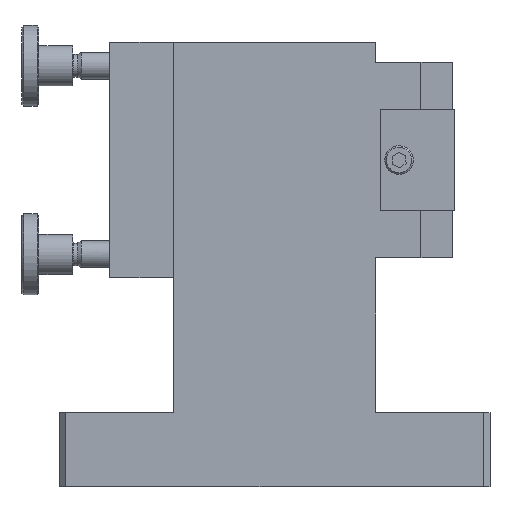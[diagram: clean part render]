
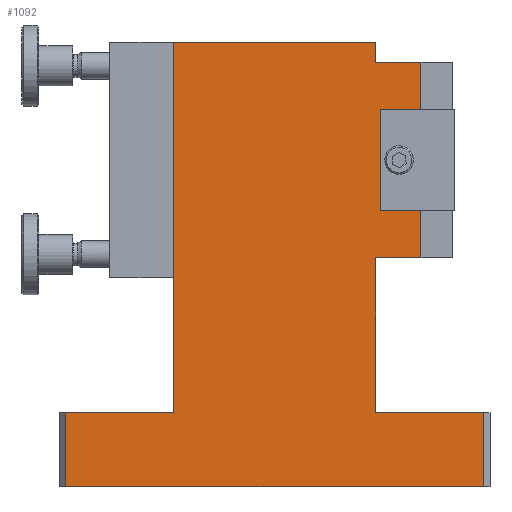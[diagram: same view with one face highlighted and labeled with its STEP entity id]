
A CAD part, left-side view. The second image highlights one B-rep face of the part: STEP entity #1092.
In plain terms, the highlighted planar face has unit normal (-1, 0, 0).
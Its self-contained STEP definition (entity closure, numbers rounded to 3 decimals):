
#61=LINE('',#4904,#440);
#71=LINE('',#4925,#450);
#72=LINE('',#4928,#451);
#73=LINE('',#4930,#452);
#74=LINE('',#4932,#453);
#75=LINE('',#4934,#454);
#76=LINE('',#4936,#455);
#77=LINE('',#4938,#456);
#78=LINE('',#4940,#457);
#79=LINE('',#4942,#458);
#80=LINE('',#4943,#459);
#81=LINE('',#4945,#460);
#82=LINE('',#4947,#461);
#83=LINE('',#4949,#462);
#84=LINE('',#4951,#463);
#85=LINE('',#4953,#464);
#440=VECTOR('',#3917,1.);
#450=VECTOR('',#3929,1.);
#451=VECTOR('',#3930,1.);
#452=VECTOR('',#3931,1.);
#453=VECTOR('',#3932,1.);
#454=VECTOR('',#3933,1.);
#455=VECTOR('',#3934,1.);
#456=VECTOR('',#3935,1.);
#457=VECTOR('',#3936,1.);
#458=VECTOR('',#3937,1.);
#459=VECTOR('',#3938,1.);
#460=VECTOR('',#3939,1.);
#461=VECTOR('',#3940,1.);
#462=VECTOR('',#3941,1.);
#463=VECTOR('',#3942,1.);
#464=VECTOR('',#3943,1.);
#835=FACE_BOUND('',#1479,.T.);
#836=FACE_BOUND('',#1480,.T.);
#943=PLANE('',#3612);
#1092=ADVANCED_FACE('',(#835,#836),#943,.T.);
#1479=EDGE_LOOP('',(#1839,#1840,#1841,#1842,#1843,#1844,#1845,#1846,#1847,
#1848,#1849,#1850,#1851,#1852,#1853,#1854));
#1480=EDGE_LOOP('',(#1855));
#1744=CIRCLE('',#3611,2.5);
#1839=ORIENTED_EDGE('',*,*,#3125,.T.);
#1840=ORIENTED_EDGE('',*,*,#3126,.T.);
#1841=ORIENTED_EDGE('',*,*,#3127,.F.);
#1842=ORIENTED_EDGE('',*,*,#3128,.F.);
#1843=ORIENTED_EDGE('',*,*,#3129,.F.);
#1844=ORIENTED_EDGE('',*,*,#3130,.F.);
#1845=ORIENTED_EDGE('',*,*,#3131,.F.);
#1846=ORIENTED_EDGE('',*,*,#3132,.F.);
#1847=ORIENTED_EDGE('',*,*,#3133,.T.);
#1848=ORIENTED_EDGE('',*,*,#3115,.T.);
#1849=ORIENTED_EDGE('',*,*,#3134,.F.);
#1850=ORIENTED_EDGE('',*,*,#3135,.T.);
#1851=ORIENTED_EDGE('',*,*,#3136,.T.);
#1852=ORIENTED_EDGE('',*,*,#3137,.T.);
#1853=ORIENTED_EDGE('',*,*,#3138,.T.);
#1854=ORIENTED_EDGE('',*,*,#3139,.T.);
#1855=ORIENTED_EDGE('',*,*,#3140,.T.);
#2787=VERTEX_POINT('',#4905);
#2788=VERTEX_POINT('',#4906);
#2797=VERTEX_POINT('',#4926);
#2798=VERTEX_POINT('',#4927);
#2799=VERTEX_POINT('',#4929);
#2800=VERTEX_POINT('',#4931);
#2801=VERTEX_POINT('',#4933);
#2802=VERTEX_POINT('',#4935);
#2803=VERTEX_POINT('',#4937);
#2804=VERTEX_POINT('',#4939);
#2805=VERTEX_POINT('',#4941);
#2806=VERTEX_POINT('',#4944);
#2807=VERTEX_POINT('',#4946);
#2808=VERTEX_POINT('',#4948);
#2809=VERTEX_POINT('',#4950);
#2810=VERTEX_POINT('',#4952);
#2811=VERTEX_POINT('',#4955);
#3115=EDGE_CURVE('',#2787,#2788,#61,.T.);
#3125=EDGE_CURVE('',#2797,#2798,#71,.T.);
#3126=EDGE_CURVE('',#2798,#2799,#72,.T.);
#3127=EDGE_CURVE('',#2800,#2799,#73,.T.);
#3128=EDGE_CURVE('',#2801,#2800,#74,.T.);
#3129=EDGE_CURVE('',#2802,#2801,#75,.T.);
#3130=EDGE_CURVE('',#2803,#2802,#76,.T.);
#3131=EDGE_CURVE('',#2804,#2803,#77,.T.);
#3132=EDGE_CURVE('',#2805,#2804,#78,.T.);
#3133=EDGE_CURVE('',#2805,#2787,#79,.T.);
#3134=EDGE_CURVE('',#2806,#2788,#80,.T.);
#3135=EDGE_CURVE('',#2806,#2807,#81,.T.);
#3136=EDGE_CURVE('',#2807,#2808,#82,.T.);
#3137=EDGE_CURVE('',#2808,#2809,#83,.T.);
#3138=EDGE_CURVE('',#2809,#2810,#84,.T.);
#3139=EDGE_CURVE('',#2810,#2797,#85,.T.);
#3140=EDGE_CURVE('',#2811,#2811,#1744,.T.);
#3611=AXIS2_PLACEMENT_3D('',#4954,#3944,#3945);
#3612=AXIS2_PLACEMENT_3D('',#4956,#3946,#3947);
#3917=DIRECTION('',(0.,1.,0.));
#3929=DIRECTION('',(0.,0.,1.));
#3930=DIRECTION('',(0.,-1.,0.));
#3931=DIRECTION('',(0.,0.,-1.));
#3932=DIRECTION('',(0.,0.,-1.));
#3933=DIRECTION('',(0.,0.,-1.));
#3934=DIRECTION('',(0.,0.,-1.));
#3935=DIRECTION('',(0.,0.,-1.));
#3936=DIRECTION('',(0.,-1.,0.));
#3937=DIRECTION('',(0.,0.,1.));
#3938=DIRECTION('',(0.,0.,1.));
#3939=DIRECTION('',(0.,1.,0.));
#3940=DIRECTION('',(0.,0.,-1.));
#3941=DIRECTION('',(0.,-1.,0.));
#3942=DIRECTION('',(0.,0.,1.));
#3943=DIRECTION('',(0.,1.,0.));
#3944=DIRECTION('',(1.,0.,0.));
#3945=DIRECTION('',(0.,0.,-1.));
#3946=DIRECTION('',(-1.,0.,0.));
#3947=DIRECTION('',(0.,0.,-1.));
#4904=CARTESIAN_POINT('',(0.,0.,132.));
#4905=CARTESIAN_POINT('',(0.,-30.,132.));
#4906=CARTESIAN_POINT('',(0.,30.,132.));
#4925=CARTESIAN_POINT('',(0.,-30.,22.));
#4926=CARTESIAN_POINT('',(0.,-30.,22.));
#4927=CARTESIAN_POINT('',(0.,-30.,68.));
#4928=CARTESIAN_POINT('',(0.,-43.5,68.));
#4929=CARTESIAN_POINT('',(0.,-43.5,68.));
#4930=CARTESIAN_POINT('',(0.,-43.5,126.));
#4931=CARTESIAN_POINT('',(0.,-43.5,82.));
#4932=CARTESIAN_POINT('',(0.,-43.5,112.));
#4933=CARTESIAN_POINT('',(0.,-43.5,82.5));
#4934=CARTESIAN_POINT('',(0.,-43.5,112.));
#4935=CARTESIAN_POINT('',(0.,-43.5,111.5));
#4936=CARTESIAN_POINT('',(0.,-43.5,112.));
#4937=CARTESIAN_POINT('',(0.,-43.5,112.));
#4938=CARTESIAN_POINT('',(0.,-43.5,126.));
#4939=CARTESIAN_POINT('',(0.,-43.5,126.));
#4940=CARTESIAN_POINT('',(0.,-43.5,126.));
#4941=CARTESIAN_POINT('',(0.,-30.,126.));
#4942=CARTESIAN_POINT('',(0.,-30.,22.));
#4943=CARTESIAN_POINT('',(0.,30.,22.));
#4944=CARTESIAN_POINT('',(0.,30.,22.));
#4945=CARTESIAN_POINT('',(0.,0.,22.));
#4946=CARTESIAN_POINT('',(0.,62.,22.));
#4947=CARTESIAN_POINT('',(0.,62.,22.));
#4948=CARTESIAN_POINT('',(0.,62.,0.));
#4949=CARTESIAN_POINT('',(0.,0.,0.));
#4950=CARTESIAN_POINT('',(0.,-62.,0.));
#4951=CARTESIAN_POINT('',(0.,-62.,22.));
#4952=CARTESIAN_POINT('',(0.,-62.,22.));
#4953=CARTESIAN_POINT('',(0.,0.,22.));
#4954=CARTESIAN_POINT('',(0.,-37.,97.));
#4955=CARTESIAN_POINT('',(0.,-37.,94.5));
#4956=CARTESIAN_POINT('',(0.,0.,22.));
